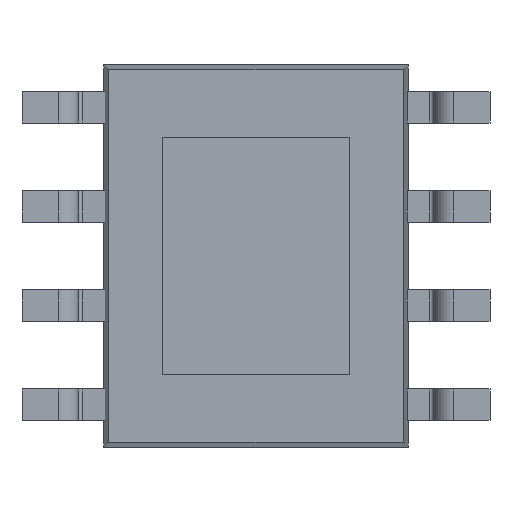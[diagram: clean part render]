
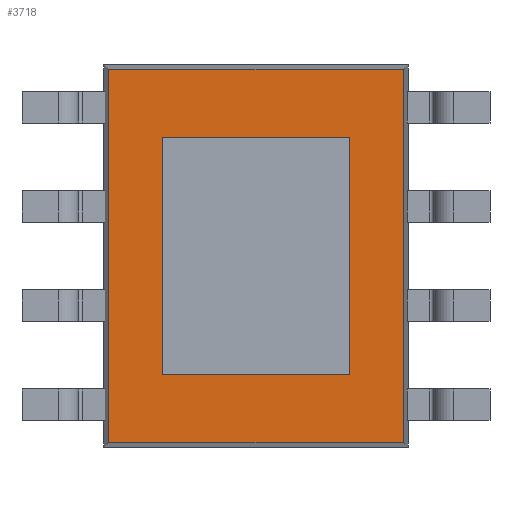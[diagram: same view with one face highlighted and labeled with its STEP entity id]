
A CAD part, front view. The second image highlights one B-rep face of the part: STEP entity #3718.
In plain terms, the highlighted planar face has unit normal (0, -1, 0).
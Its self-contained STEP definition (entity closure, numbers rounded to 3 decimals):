
#31 = DIRECTION ( 'NONE',  ( 0., -1., 0. ) ) ;
#52 = FACE_OUTER_BOUND ( 'NONE', #4155, .T. ) ;
#62 = VERTEX_POINT ( 'NONE', #1847 ) ;
#119 = CARTESIAN_POINT ( 'NONE',  ( -1.887, -0.725, 2.45 ) ) ;
#198 = DIRECTION ( 'NONE',  ( 1., 0., 0. ) ) ;
#202 = DIRECTION ( 'NONE',  ( 0., 0., -1. ) ) ;
#226 = VECTOR ( 'NONE', #4023, 1000. ) ;
#373 = DIRECTION ( 'NONE',  ( 0., 0., -1. ) ) ;
#433 = FACE_BOUND ( 'NONE', #3849, .T. ) ;
#473 = LINE ( 'NONE', #3034, #226 ) ;
#511 = DIRECTION ( 'NONE',  ( -1., 0., 0. ) ) ;
#585 = ORIENTED_EDGE ( 'NONE', *, *, #1559, .F. ) ;
#657 = CARTESIAN_POINT ( 'NONE',  ( 1.205, -0.725, 1.525 ) ) ;
#789 = VERTEX_POINT ( 'NONE', #3997 ) ;
#871 = VERTEX_POINT ( 'NONE', #3765 ) ;
#932 = EDGE_CURVE ( 'NONE', #789, #1169, #2454, .T. ) ;
#1034 = VERTEX_POINT ( 'NONE', #3476 ) ;
#1037 = VECTOR ( 'NONE', #3691, 1000. ) ;
#1116 = LINE ( 'NONE', #119, #3162 ) ;
#1155 = CARTESIAN_POINT ( 'NONE',  ( -1.205, -0.725, 1.525 ) ) ;
#1169 = VERTEX_POINT ( 'NONE', #1648 ) ;
#1172 = LINE ( 'NONE', #3350, #1503 ) ;
#1196 = ORIENTED_EDGE ( 'NONE', *, *, #1915, .F. ) ;
#1243 = EDGE_CURVE ( 'NONE', #3036, #3596, #3029, .T. ) ;
#1360 = CARTESIAN_POINT ( 'NONE',  ( 1.205, -0.725, 1.525 ) ) ;
#1419 = CARTESIAN_POINT ( 'NONE',  ( -1.95, -0.725, 2.387 ) ) ;
#1474 = CARTESIAN_POINT ( 'NONE',  ( -1.95, -0.725, -2.387 ) ) ;
#1503 = VECTOR ( 'NONE', #198, 1000. ) ;
#1539 = EDGE_CURVE ( 'NONE', #1169, #62, #1116, .T. ) ;
#1559 = EDGE_CURVE ( 'NONE', #62, #1565, #3736, .T. ) ;
#1565 = VERTEX_POINT ( 'NONE', #3085 ) ;
#1648 = CARTESIAN_POINT ( 'NONE',  ( -1.887, -0.725, -2.387 ) ) ;
#1766 = EDGE_CURVE ( 'NONE', #3596, #1034, #2175, .T. ) ;
#1847 = CARTESIAN_POINT ( 'NONE',  ( -1.887, -0.725, 2.387 ) ) ;
#1851 = ORIENTED_EDGE ( 'NONE', *, *, #932, .F. ) ;
#1915 = EDGE_CURVE ( 'NONE', #871, #3036, #473, .T. ) ;
#1960 = VECTOR ( 'NONE', #3304, 1000. ) ;
#1964 = VECTOR ( 'NONE', #511, 1000. ) ;
#1985 = VECTOR ( 'NONE', #202, 1000. ) ;
#2175 = LINE ( 'NONE', #1155, #1985 ) ;
#2283 = ORIENTED_EDGE ( 'NONE', *, *, #1766, .F. ) ;
#2288 = CARTESIAN_POINT ( 'NONE',  ( -1.205, -0.725, 1.525 ) ) ;
#2313 = CARTESIAN_POINT ( 'NONE',  ( 0., -0.725, 0. ) ) ;
#2346 = CARTESIAN_POINT ( 'NONE',  ( 1.887, -0.725, 2.45 ) ) ;
#2445 = DIRECTION ( 'NONE',  ( 0., 0., 1. ) ) ;
#2454 = LINE ( 'NONE', #1474, #1964 ) ;
#2471 = ORIENTED_EDGE ( 'NONE', *, *, #2977, .F. ) ;
#2712 = PLANE ( 'NONE',  #3042 ) ;
#2765 = VECTOR ( 'NONE', #3953, 1000. ) ;
#2977 = EDGE_CURVE ( 'NONE', #1565, #789, #2991, .T. ) ;
#2991 = LINE ( 'NONE', #2346, #1960 ) ;
#3029 = LINE ( 'NONE', #1360, #2765 ) ;
#3034 = CARTESIAN_POINT ( 'NONE',  ( 1.205, -0.725, 1.525 ) ) ;
#3036 = VERTEX_POINT ( 'NONE', #657 ) ;
#3042 = AXIS2_PLACEMENT_3D ( 'NONE', #2313, #31, #373 ) ;
#3085 = CARTESIAN_POINT ( 'NONE',  ( 1.887, -0.725, 2.387 ) ) ;
#3162 = VECTOR ( 'NONE', #2445, 1000. ) ;
#3184 = EDGE_CURVE ( 'NONE', #1034, #871, #1172, .T. ) ;
#3304 = DIRECTION ( 'NONE',  ( 0., 0., -1. ) ) ;
#3350 = CARTESIAN_POINT ( 'NONE',  ( 1.205, -0.725, -1.525 ) ) ;
#3407 = ORIENTED_EDGE ( 'NONE', *, *, #3184, .F. ) ;
#3476 = CARTESIAN_POINT ( 'NONE',  ( -1.205, -0.725, -1.525 ) ) ;
#3596 = VERTEX_POINT ( 'NONE', #2288 ) ;
#3609 = ORIENTED_EDGE ( 'NONE', *, *, #1243, .F. ) ;
#3691 = DIRECTION ( 'NONE',  ( 1., 0., 0. ) ) ;
#3718 = ADVANCED_FACE ( 'NONE', ( #433, #52 ), #2712, .T. ) ;
#3736 = LINE ( 'NONE', #1419, #1037 ) ;
#3765 = CARTESIAN_POINT ( 'NONE',  ( 1.205, -0.725, -1.525 ) ) ;
#3770 = ORIENTED_EDGE ( 'NONE', *, *, #1539, .F. ) ;
#3849 = EDGE_LOOP ( 'NONE', ( #2283, #3609, #1196, #3407 ) ) ;
#3953 = DIRECTION ( 'NONE',  ( -1., 0., 0. ) ) ;
#3997 = CARTESIAN_POINT ( 'NONE',  ( 1.887, -0.725, -2.387 ) ) ;
#4023 = DIRECTION ( 'NONE',  ( 0., 0., 1. ) ) ;
#4155 = EDGE_LOOP ( 'NONE', ( #2471, #585, #3770, #1851 ) ) ;
